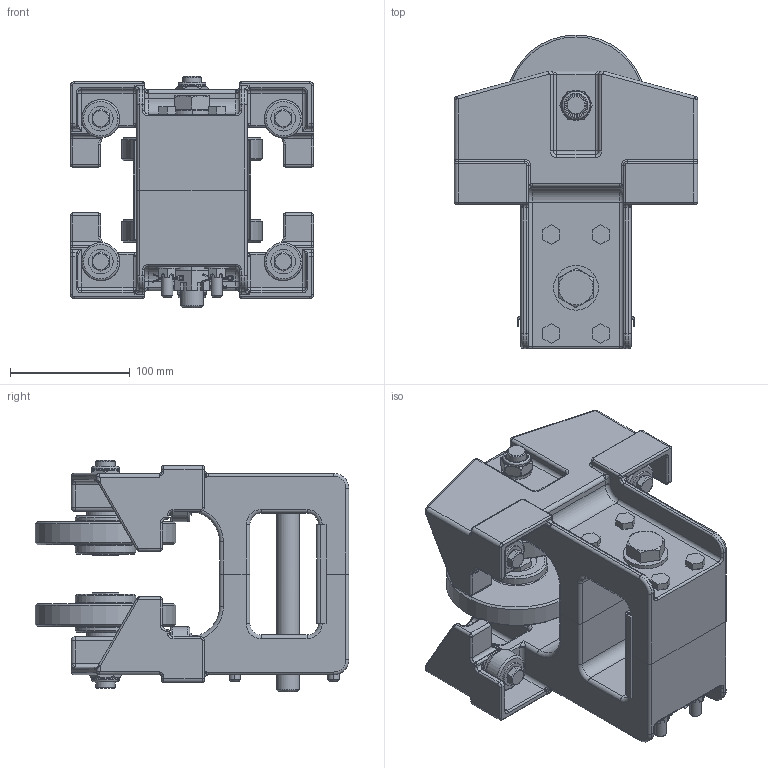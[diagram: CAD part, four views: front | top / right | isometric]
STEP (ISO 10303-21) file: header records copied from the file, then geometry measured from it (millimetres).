
FILE_DESCRIPTION((''),'2;1');
FILE_NAME('10222 SAC-1020-325-D TROLLEY.stp','2011-03-31T07:44:49',('jholman'),(''),'Autodesk Inventor 2011','Autodesk Inventor 2011','');
FILE_SCHEMA(('AUTOMOTIVE_DESIGN { 1 0 10303 214 1 1 1 1 }'));
Length unit declared in the file: inch
Products named in the file (23): 10222; 3D11V5B4D; 3D11NHB4B; 3D11X6B4A; 3D1153B4A; 3D11L3B4B; Hex Nut - UNC (Regular Thread - Inch) 3/8 - 16; 3D11W2B4A; 3D11F3B4A; Hex Cap Screw - UNC (Regular Thread - Inch) 3/4-10 UNC - 6; 3D11G3B4A; 3D1144G4A; 3D1134G4A; 3D1189B4C; 3D11V0C4A; 3D11D3C4B; 3D11S0C4C; 3D11P0C4C; 3D11W6B4B; 3D11A6B4A; 3D1113B4B; Slotted Hex Nut - UNC (Regular Thread - Inch) 3/8 - 16; Pin - Cotter - Extended Prong Square Cut Type (Inch)  ANSI B18.8.1 3/32 x 3/4 Extended Prong Square Cut Type
Assembly tree (50 placements, depth 3):
  10222
    3D11V5B4D  x2
    3D11NHB4B  x4
      3D11X6B4A
      3D1153B4A
      3D11L3B4B
    Hex Nut - UNC (Regular Thread - Inch) 3/8 - 16  x4
    3D11W2B4A
    3D11F3B4A
    Hex Cap Screw - UNC (Regular Thread - Inch) 3/4-10 UNC - 6
    3D11G3B4A  x2
    3D1144G4A  x2
    3D1134G4A  x2
    3D1189B4C
    3D11V0C4A  x2
    3D11D3C4B  x2
    3D11S0C4C  x2
      3D11P0C4C
      3D11W6B4B
      3D11A6B4A
    3D1113B4B  x4
    3D1153B4A  x4
    Slotted Hex Nut - UNC (Regular Thread - Inch) 3/8 - 16  x4
    Pin - Cotter - Extended Prong Square Cut Type (Inch)  ANSI B18.8.1 3/32 x 3/4 Extended Prong Square Cut Type  x4
Bounding box: 203.2 x 261.94 x 193.28 mm (x, y, z)
Volume: 2240322.8 mm3; surface area: 485415.3 mm2
Topology: 60 solids, 60 shells, 2271 faces, 5323 edges, 3039 vertices
Faces by surface type: cylinder 767, plane 595, bspline 354, torus 246, cone 165, sphere 144
Full cylindrical faces by diameter (mm): 3.969 x1, 7.798 x8, 9.525 x8, 10.319 x8, 13.386 x2, 14.288 x4, 14.351 x2, 15.875 x2, 16.272 x4, 16.612 x2, 16.954 x2, 16.98 x4, 17.374 x2, 19.05 x1, 19.447 x2, 23.114 x2, 25.4 x2, 25.718 x1, 31.75 x2, 34.036 x2, 40.005 x4, 40.056 x4, 42.443 x2, 50.8 x4, 117.475 x2
Entity records: 31502 total; most frequent: CARTESIAN_POINT 9747, DIRECTION 4557, ORIENTED_EDGE 4236, EDGE_CURVE 2118, AXIS2_PLACEMENT_3D 1886, VERTEX_POINT 1276, EDGE_LOOP 1060, CIRCLE 957
